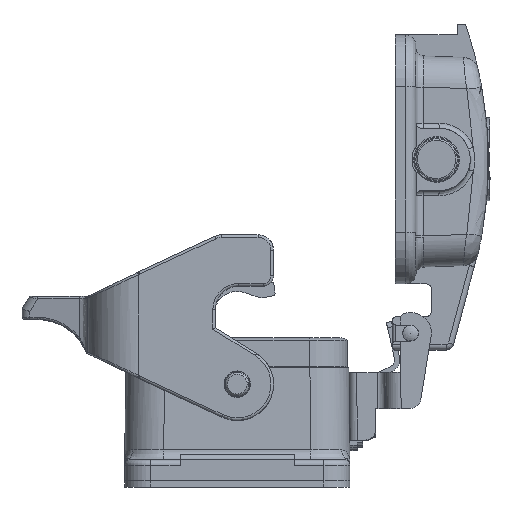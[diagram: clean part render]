
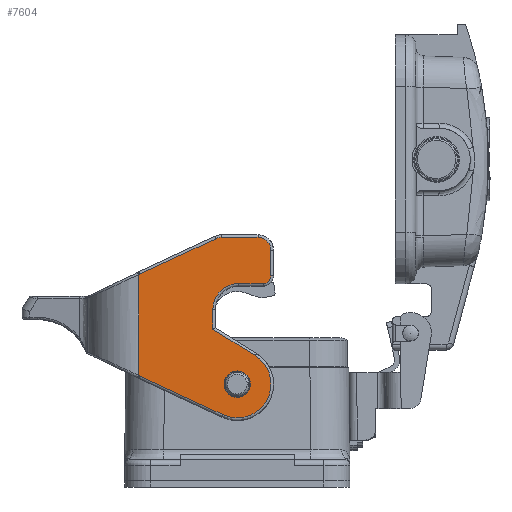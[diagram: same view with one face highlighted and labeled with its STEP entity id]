
A CAD part, left-side view. The second image highlights one B-rep face of the part: STEP entity #7604.
In plain terms, the highlighted planar face has unit normal (-1, 0, 0).
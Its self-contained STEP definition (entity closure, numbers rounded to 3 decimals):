
#6600=CIRCLE('',#27566,2.55);
#6632=CIRCLE('',#27661,5.);
#6635=CIRCLE('',#27666,1.5);
#6638=CIRCLE('',#27671,2.5);
#6644=CIRCLE('',#27680,2.5);
#6665=CIRCLE('',#27720,6.5);
#7604=ADVANCED_FACE('',(#8732,#8733),#8396,.F.);
#8396=PLANE('',#27724);
#8732=FACE_BOUND('',#9579,.T.);
#8733=FACE_BOUND('',#9580,.T.);
#9579=EDGE_LOOP('',(#13041));
#9580=EDGE_LOOP('',(#13042,#13043,#13044,#13045,#13046,#13047,#13048,#13049,
#13050,#13051,#13052,#13053,#13054,#13055,#13056));
#13041=ORIENTED_EDGE('',*,*,#18570,.F.);
#13042=ORIENTED_EDGE('',*,*,#18848,.F.);
#13043=ORIENTED_EDGE('',*,*,#18840,.T.);
#13044=ORIENTED_EDGE('',*,*,#18843,.T.);
#13045=ORIENTED_EDGE('',*,*,#18845,.T.);
#13046=ORIENTED_EDGE('',*,*,#18847,.T.);
#13047=ORIENTED_EDGE('',*,*,#18760,.T.);
#13048=ORIENTED_EDGE('',*,*,#18762,.T.);
#13049=ORIENTED_EDGE('',*,*,#18764,.T.);
#13050=ORIENTED_EDGE('',*,*,#18766,.T.);
#13051=ORIENTED_EDGE('',*,*,#18768,.T.);
#13052=ORIENTED_EDGE('',*,*,#18770,.T.);
#13053=ORIENTED_EDGE('',*,*,#18775,.T.);
#13054=ORIENTED_EDGE('',*,*,#18779,.T.);
#13055=ORIENTED_EDGE('',*,*,#18783,.T.);
#13056=ORIENTED_EDGE('',*,*,#18849,.F.);
#16401=VERTEX_POINT('',#41984);
#16532=VERTEX_POINT('',#42615);
#16533=VERTEX_POINT('',#42617);
#16534=VERTEX_POINT('',#42621);
#16535=VERTEX_POINT('',#42625);
#16536=VERTEX_POINT('',#42629);
#16537=VERTEX_POINT('',#42633);
#16538=VERTEX_POINT('',#42637);
#16541=VERTEX_POINT('',#42647);
#16543=VERTEX_POINT('',#42660);
#16545=VERTEX_POINT('',#42674);
#16576=VERTEX_POINT('',#43161);
#16577=VERTEX_POINT('',#43162);
#16578=VERTEX_POINT('',#43172);
#16579=VERTEX_POINT('',#43200);
#16580=VERTEX_POINT('',#43214);
#18570=EDGE_CURVE('',#16401,#16401,#6600,.T.);
#18760=EDGE_CURVE('',#16532,#16533,#6632,.T.);
#18762=EDGE_CURVE('',#16533,#16534,#22810,.T.);
#18764=EDGE_CURVE('',#16534,#16535,#6635,.T.);
#18766=EDGE_CURVE('',#16535,#16536,#22811,.T.);
#18768=EDGE_CURVE('',#16536,#16537,#6638,.T.);
#18770=EDGE_CURVE('',#16537,#16538,#22812,.T.);
#18775=EDGE_CURVE('',#16538,#16541,#6644,.T.);
#18779=EDGE_CURVE('',#16541,#16543,#20661,.T.);
#18783=EDGE_CURVE('',#16543,#16545,#20663,.T.);
#18840=EDGE_CURVE('',#16576,#16577,#22831,.T.);
#18843=EDGE_CURVE('',#16577,#16578,#6665,.T.);
#18845=EDGE_CURVE('',#16578,#16579,#22832,.T.);
#18847=EDGE_CURVE('',#16579,#16532,#22833,.T.);
#18848=EDGE_CURVE('',#16576,#16580,#20687,.T.);
#18849=EDGE_CURVE('',#16580,#16545,#22834,.T.);
#20661=B_SPLINE_CURVE_WITH_KNOTS('',3,(#42661,#42662,#42663,#42664),
 .UNSPECIFIED.,.F.,.F.,(4,4),(0.,1.),.UNSPECIFIED.);
#20663=B_SPLINE_CURVE_WITH_KNOTS('',3,(#42675,#42676,#42677,#42678),
 .UNSPECIFIED.,.F.,.F.,(4,4),(0.,1.),.UNSPECIFIED.);
#20687=B_SPLINE_CURVE_WITH_KNOTS('',3,(#43210,#43211,#43212,#43213),
 .UNSPECIFIED.,.F.,.F.,(4,4),(0.,1.),.UNSPECIFIED.);
#22810=LINE('',#42622,#24353);
#22811=LINE('',#42630,#24354);
#22812=LINE('',#42638,#24355);
#22831=LINE('',#43160,#24374);
#22832=LINE('',#43199,#24375);
#22833=LINE('',#43208,#24376);
#22834=LINE('',#43215,#24377);
#24353=VECTOR('',#31208,1.);
#24354=VECTOR('',#31219,1.);
#24355=VECTOR('',#31230,1.);
#24374=VECTOR('',#31337,1.);
#24375=VECTOR('',#31346,1.);
#24376=VECTOR('',#31349,1.);
#24377=VECTOR('',#31352,1.);
#27566=AXIS2_PLACEMENT_3D('',#41983,#30908,#30909);
#27661=AXIS2_PLACEMENT_3D('',#42618,#31202,#31203);
#27666=AXIS2_PLACEMENT_3D('',#42626,#31213,#31214);
#27671=AXIS2_PLACEMENT_3D('',#42634,#31224,#31225);
#27680=AXIS2_PLACEMENT_3D('',#42648,#31243,#31244);
#27720=AXIS2_PLACEMENT_3D('',#43171,#31342,#31343);
#27724=AXIS2_PLACEMENT_3D('',#43216,#31353,#31354);
#30908=DIRECTION('',(-1.,0.,0.));
#30909=DIRECTION('',(0.,-1.,0.));
#31202=DIRECTION('',(1.,0.,0.));
#31203=DIRECTION('',(0.,1.,0.));
#31208=DIRECTION('',(0.,-1.,0.));
#31213=DIRECTION('',(-1.,0.,0.));
#31214=DIRECTION('',(0.,1.,0.));
#31219=DIRECTION('',(0.,0.,1.));
#31224=DIRECTION('',(-1.,0.,0.));
#31225=DIRECTION('',(0.,1.,0.));
#31230=DIRECTION('',(0.,1.,0.));
#31243=DIRECTION('',(-1.,0.,0.));
#31244=DIRECTION('',(0.,1.,0.));
#31337=DIRECTION('',(0.,-0.906,-0.423));
#31342=DIRECTION('',(-1.,0.,0.));
#31343=DIRECTION('',(0.,-0.53,0.848));
#31346=DIRECTION('',(0.,0.848,0.53));
#31349=DIRECTION('',(0.,0.,1.));
#31352=DIRECTION('',(0.,0.,1.));
#31353=DIRECTION('',(1.,0.,0.));
#31354=DIRECTION('',(0.,-1.,0.));
#41983=CARTESIAN_POINT('',(-54.4,0.,2.55));
#41984=CARTESIAN_POINT('',(-54.4,-2.55,2.55));
#42615=CARTESIAN_POINT('',(-54.4,4.7,16.95));
#42617=CARTESIAN_POINT('',(-54.4,-0.3,21.95));
#42618=CARTESIAN_POINT('',(-54.4,-0.3,16.95));
#42621=CARTESIAN_POINT('',(-54.4,-5.,21.95));
#42622=CARTESIAN_POINT('',(-54.4,20.,21.95));
#42625=CARTESIAN_POINT('',(-54.4,-6.5,23.45));
#42626=CARTESIAN_POINT('',(-54.4,-5.,23.45));
#42629=CARTESIAN_POINT('',(-54.4,-6.5,28.35));
#42630=CARTESIAN_POINT('',(-54.4,-6.5,32.245));
#42633=CARTESIAN_POINT('',(-54.4,-4.,30.85));
#42634=CARTESIAN_POINT('',(-54.4,-4.,28.35));
#42637=CARTESIAN_POINT('',(-54.4,3.03,30.85));
#42638=CARTESIAN_POINT('',(-54.4,20.,30.85));
#42647=CARTESIAN_POINT('',(-54.4,4.086,30.616));
#42648=CARTESIAN_POINT('',(-54.4,3.03,28.35));
#42660=CARTESIAN_POINT('',(-54.4,18.785,23.762));
#42661=CARTESIAN_POINT('',(-54.4,4.086,30.616));
#42662=CARTESIAN_POINT('',(-54.4,8.984,28.332));
#42663=CARTESIAN_POINT('',(-54.4,13.883,26.048));
#42664=CARTESIAN_POINT('',(-54.4,18.781,23.764));
#42674=CARTESIAN_POINT('',(-54.4,19.,23.655));
#42675=CARTESIAN_POINT('',(-54.4,18.781,23.764));
#42676=CARTESIAN_POINT('',(-54.4,18.854,23.728));
#42677=CARTESIAN_POINT('',(-54.4,18.927,23.692));
#42678=CARTESIAN_POINT('',(-54.4,19.,23.657));
#43160=CARTESIAN_POINT('',(-54.4,2.747,-3.341));
#43161=CARTESIAN_POINT('',(-54.4,18.781,4.136));
#43162=CARTESIAN_POINT('',(-54.4,2.747,-3.341));
#43171=CARTESIAN_POINT('',(-54.4,0.,2.55));
#43172=CARTESIAN_POINT('',(-54.4,-3.444,8.062));
#43199=CARTESIAN_POINT('',(-54.4,4.7,13.152));
#43200=CARTESIAN_POINT('',(-54.4,4.7,13.152));
#43208=CARTESIAN_POINT('',(-54.4,4.7,16.95));
#43210=CARTESIAN_POINT('',(-54.4,18.781,4.136));
#43211=CARTESIAN_POINT('',(-54.4,18.854,4.171));
#43212=CARTESIAN_POINT('',(-54.4,18.927,4.207));
#43213=CARTESIAN_POINT('',(-54.4,19.,4.242));
#43214=CARTESIAN_POINT('',(-54.4,19.,4.244));
#43215=CARTESIAN_POINT('',(-54.4,19.,4.245));
#43216=CARTESIAN_POINT('',(-54.4,20.,32.245));
